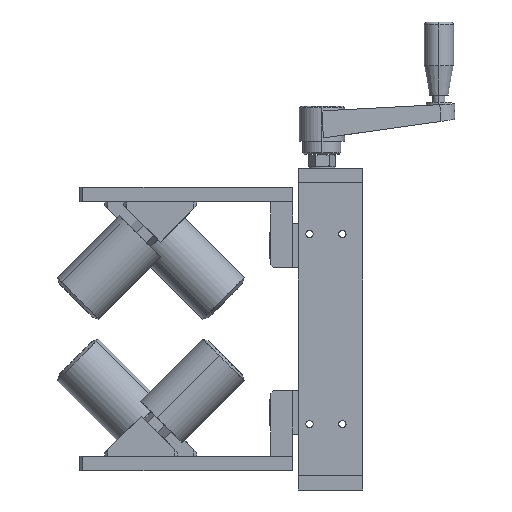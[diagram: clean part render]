
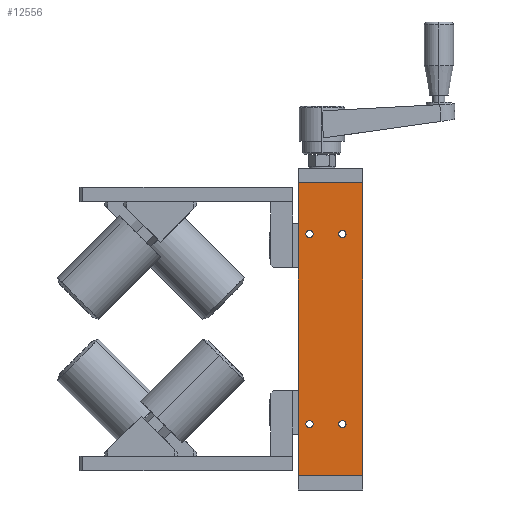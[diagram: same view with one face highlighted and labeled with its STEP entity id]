
A CAD part, left-side view. The second image highlights one B-rep face of the part: STEP entity #12556.
In plain terms, the highlighted planar face has unit normal (-1, 0, 0).
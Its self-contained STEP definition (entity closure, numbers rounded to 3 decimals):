
#46 = EDGE_CURVE ( 'NONE', #13245, #7025, #10057, .T. ) ;
#94 = FACE_OUTER_BOUND ( 'NONE', #11524, .T. ) ;
#535 = DIRECTION ( 'NONE',  ( -1., 0., 0. ) ) ;
#562 = PLANE ( 'NONE',  #4983 ) ;
#711 = DIRECTION ( 'NONE',  ( -1., 0., 0. ) ) ;
#1018 = DIRECTION ( 'NONE',  ( 0., -1., 0. ) ) ;
#1111 = FACE_BOUND ( 'NONE', #4586, .T. ) ;
#1147 = CARTESIAN_POINT ( 'NONE',  ( -23.148, 22.89, 307.197 ) ) ;
#1184 = ORIENTED_EDGE ( 'NONE', *, *, #1240, .F. ) ;
#1240 = EDGE_CURVE ( 'NONE', #14726, #11486, #6253, .T. ) ;
#2034 = DIRECTION ( 'NONE',  ( 0., 1., 0. ) ) ;
#2062 = EDGE_CURVE ( 'NONE', #7025, #13245, #12165, .T. ) ;
#2145 = DIRECTION ( 'NONE',  ( 0., 0., 1. ) ) ;
#2295 = ORIENTED_EDGE ( 'NONE', *, *, #15274, .F. ) ;
#2307 = CARTESIAN_POINT ( 'NONE',  ( -23.148, 30.39, 142.197 ) ) ;
#2341 = EDGE_CURVE ( 'NONE', #7755, #9151, #4520, .T. ) ;
#2445 = DIRECTION ( 'NONE',  ( 0., 0., -1. ) ) ;
#2679 = LINE ( 'NONE', #2703, #14212 ) ;
#2703 = CARTESIAN_POINT ( 'NONE',  ( -23.148, 30.39, 142.197 ) ) ;
#2878 = DIRECTION ( 'NONE',  ( 0., 0., 1. ) ) ;
#2937 = DIRECTION ( 'NONE',  ( 0., 0., -1. ) ) ;
#2993 = LINE ( 'NONE', #15442, #18627 ) ;
#3110 = CARTESIAN_POINT ( 'NONE',  ( -23.148, 0.39, 307.197 ) ) ;
#3534 = EDGE_CURVE ( 'NONE', #16272, #12635, #2993, .T. ) ;
#3558 = ORIENTED_EDGE ( 'NONE', *, *, #19395, .F. ) ;
#3596 = LINE ( 'NONE', #7629, #19213 ) ;
#4131 = CARTESIAN_POINT ( 'NONE',  ( -23.148, 0.39, 304.697 ) ) ;
#4320 = FACE_BOUND ( 'NONE', #17006, .T. ) ;
#4520 = CIRCLE ( 'NONE', #14892, 2.5 ) ;
#4586 = EDGE_LOOP ( 'NONE', ( #3558, #9457 ) ) ;
#4743 = ORIENTED_EDGE ( 'NONE', *, *, #2062, .F. ) ;
#4856 = ORIENTED_EDGE ( 'NONE', *, *, #2341, .F. ) ;
#4983 = AXIS2_PLACEMENT_3D ( 'NONE', #17641, #11435, #2034 ) ;
#5394 = CARTESIAN_POINT ( 'NONE',  ( -23.148, 22.89, 177.197 ) ) ;
#5826 = DIRECTION ( 'NONE',  ( -1., 0., 0. ) ) ;
#6019 = ORIENTED_EDGE ( 'NONE', *, *, #19808, .F. ) ;
#6253 = CIRCLE ( 'NONE', #12094, 2.5 ) ;
#7014 = ORIENTED_EDGE ( 'NONE', *, *, #12845, .F. ) ;
#7025 = VERTEX_POINT ( 'NONE', #18430 ) ;
#7064 = AXIS2_PLACEMENT_3D ( 'NONE', #3110, #8523, #9040 ) ;
#7248 = LINE ( 'NONE', #19432, #11372 ) ;
#7629 = CARTESIAN_POINT ( 'NONE',  ( -23.148, -13.61, 342.197 ) ) ;
#7755 = VERTEX_POINT ( 'NONE', #12384 ) ;
#7924 = CARTESIAN_POINT ( 'NONE',  ( -23.148, -13.61, 142.197 ) ) ;
#8523 = DIRECTION ( 'NONE',  ( -1., 0., 0. ) ) ;
#8528 = FACE_BOUND ( 'NONE', #13604, .T. ) ;
#8576 = VERTEX_POINT ( 'NONE', #7924 ) ;
#8625 = VERTEX_POINT ( 'NONE', #17662 ) ;
#8894 = EDGE_LOOP ( 'NONE', ( #16499, #1184 ) ) ;
#8904 = AXIS2_PLACEMENT_3D ( 'NONE', #19449, #12473, #19039 ) ;
#9040 = DIRECTION ( 'NONE',  ( 0., 0., 1. ) ) ;
#9151 = VERTEX_POINT ( 'NONE', #19849 ) ;
#9224 = CARTESIAN_POINT ( 'NONE',  ( -23.148, 22.89, 179.697 ) ) ;
#9457 = ORIENTED_EDGE ( 'NONE', *, *, #15017, .F. ) ;
#9470 = AXIS2_PLACEMENT_3D ( 'NONE', #5394, #10303, #19697 ) ;
#9644 = DIRECTION ( 'NONE',  ( -1., 0., 0. ) ) ;
#10057 = CIRCLE ( 'NONE', #19382, 2.5 ) ;
#10232 = EDGE_CURVE ( 'NONE', #12635, #8576, #2679, .T. ) ;
#10303 = DIRECTION ( 'NONE',  ( -1., 0., 0. ) ) ;
#10478 = ORIENTED_EDGE ( 'NONE', *, *, #10232, .T. ) ;
#10981 = DIRECTION ( 'NONE',  ( 0., 0., 1. ) ) ;
#11372 = VECTOR ( 'NONE', #1018, 1000. ) ;
#11435 = DIRECTION ( 'NONE',  ( 1., 0., 0. ) ) ;
#11486 = VERTEX_POINT ( 'NONE', #9224 ) ;
#11524 = EDGE_LOOP ( 'NONE', ( #10478, #7014, #2295, #18045 ) ) ;
#11552 = ORIENTED_EDGE ( 'NONE', *, *, #46, .F. ) ;
#12094 = AXIS2_PLACEMENT_3D ( 'NONE', #14182, #15071, #15797 ) ;
#12128 = CIRCLE ( 'NONE', #13021, 2.5 ) ;
#12165 = CIRCLE ( 'NONE', #7064, 2.5 ) ;
#12384 = CARTESIAN_POINT ( 'NONE',  ( -23.148, 0.39, 179.697 ) ) ;
#12416 = CARTESIAN_POINT ( 'NONE',  ( -23.148, 22.89, 304.697 ) ) ;
#12473 = DIRECTION ( 'NONE',  ( -1., 0., 0. ) ) ;
#12556 = ADVANCED_FACE ( 'NONE', ( #1111, #4320, #12657, #8528, #94 ), #562, .F. ) ;
#12635 = VERTEX_POINT ( 'NONE', #2307 ) ;
#12657 = FACE_BOUND ( 'NONE', #8894, .T. ) ;
#12845 = EDGE_CURVE ( 'NONE', #19474, #8576, #3596, .T. ) ;
#12944 = CARTESIAN_POINT ( 'NONE',  ( -23.148, 22.89, 174.697 ) ) ;
#13021 = AXIS2_PLACEMENT_3D ( 'NONE', #1147, #9644, #10981 ) ;
#13074 = CARTESIAN_POINT ( 'NONE',  ( -23.148, 30.39, 342.197 ) ) ;
#13230 = DIRECTION ( 'NONE',  ( 0., 0., 1. ) ) ;
#13245 = VERTEX_POINT ( 'NONE', #4131 ) ;
#13370 = CARTESIAN_POINT ( 'NONE',  ( -23.148, -13.61, 342.197 ) ) ;
#13434 = CARTESIAN_POINT ( 'NONE',  ( -23.148, 0.39, 177.197 ) ) ;
#13489 = CIRCLE ( 'NONE', #8904, 2.5 ) ;
#13604 = EDGE_LOOP ( 'NONE', ( #4743, #11552 ) ) ;
#14182 = CARTESIAN_POINT ( 'NONE',  ( -23.148, 22.89, 177.197 ) ) ;
#14212 = VECTOR ( 'NONE', #16806, 1000. ) ;
#14493 = VERTEX_POINT ( 'NONE', #12416 ) ;
#14726 = VERTEX_POINT ( 'NONE', #12944 ) ;
#14892 = AXIS2_PLACEMENT_3D ( 'NONE', #13434, #5826, #13230 ) ;
#15017 = EDGE_CURVE ( 'NONE', #14493, #8625, #12128, .T. ) ;
#15071 = DIRECTION ( 'NONE',  ( -1., 0., 0. ) ) ;
#15215 = EDGE_CURVE ( 'NONE', #11486, #14726, #16513, .T. ) ;
#15274 = EDGE_CURVE ( 'NONE', #16272, #19474, #7248, .T. ) ;
#15442 = CARTESIAN_POINT ( 'NONE',  ( -23.148, 30.39, 342.197 ) ) ;
#15797 = DIRECTION ( 'NONE',  ( 0., 0., 1. ) ) ;
#16272 = VERTEX_POINT ( 'NONE', #13074 ) ;
#16499 = ORIENTED_EDGE ( 'NONE', *, *, #15215, .F. ) ;
#16513 = CIRCLE ( 'NONE', #9470, 2.5 ) ;
#16704 = CARTESIAN_POINT ( 'NONE',  ( -23.148, 0.39, 177.197 ) ) ;
#16806 = DIRECTION ( 'NONE',  ( 0., -1., 0. ) ) ;
#17006 = EDGE_LOOP ( 'NONE', ( #4856, #6019 ) ) ;
#17641 = CARTESIAN_POINT ( 'NONE',  ( -23.148, 30.39, 342.197 ) ) ;
#17662 = CARTESIAN_POINT ( 'NONE',  ( -23.148, 22.89, 309.697 ) ) ;
#17903 = AXIS2_PLACEMENT_3D ( 'NONE', #16704, #711, #2878 ) ;
#18045 = ORIENTED_EDGE ( 'NONE', *, *, #3534, .T. ) ;
#18430 = CARTESIAN_POINT ( 'NONE',  ( -23.148, 0.39, 309.697 ) ) ;
#18548 = CIRCLE ( 'NONE', #17903, 2.5 ) ;
#18627 = VECTOR ( 'NONE', #2445, 1000. ) ;
#19039 = DIRECTION ( 'NONE',  ( 0., 0., 1. ) ) ;
#19213 = VECTOR ( 'NONE', #2937, 1000. ) ;
#19315 = CARTESIAN_POINT ( 'NONE',  ( -23.148, 0.39, 307.197 ) ) ;
#19382 = AXIS2_PLACEMENT_3D ( 'NONE', #19315, #535, #2145 ) ;
#19395 = EDGE_CURVE ( 'NONE', #8625, #14493, #13489, .T. ) ;
#19432 = CARTESIAN_POINT ( 'NONE',  ( -23.148, 30.39, 342.197 ) ) ;
#19449 = CARTESIAN_POINT ( 'NONE',  ( -23.148, 22.89, 307.197 ) ) ;
#19474 = VERTEX_POINT ( 'NONE', #13370 ) ;
#19697 = DIRECTION ( 'NONE',  ( 0., 0., 1. ) ) ;
#19808 = EDGE_CURVE ( 'NONE', #9151, #7755, #18548, .T. ) ;
#19849 = CARTESIAN_POINT ( 'NONE',  ( -23.148, 0.39, 174.697 ) ) ;
